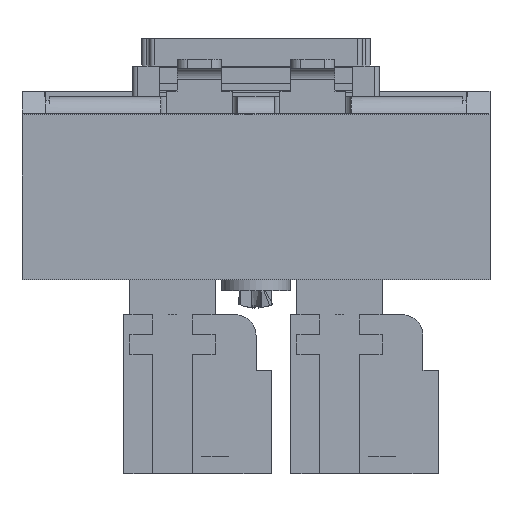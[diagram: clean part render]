
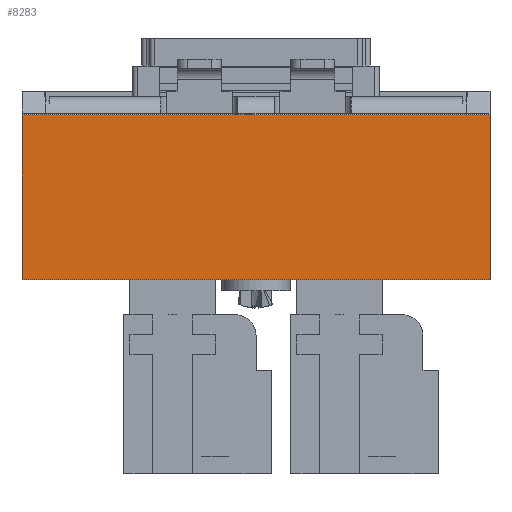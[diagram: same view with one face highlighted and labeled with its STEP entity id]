
A CAD part, front view. The second image highlights one B-rep face of the part: STEP entity #8283.
In plain terms, the highlighted planar face has unit normal (0, -1, 0).
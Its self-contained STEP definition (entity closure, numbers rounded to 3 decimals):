
#663=ORIENTED_EDGE('',*,*,#2615,.T.);
#664=ORIENTED_EDGE('',*,*,#2614,.F.);
#665=ORIENTED_EDGE('',*,*,#2321,.T.);
#666=ORIENTED_EDGE('',*,*,#2616,.T.);
#2321=EDGE_CURVE('',#3322,#3321,#3989,.T.);
#2614=EDGE_CURVE('',#3322,#3571,#4197,.T.);
#2615=EDGE_CURVE('',#3572,#3571,#4198,.T.);
#2616=EDGE_CURVE('',#3321,#3572,#4199,.T.);
#3321=VERTEX_POINT('',#11133);
#3322=VERTEX_POINT('',#11135);
#3571=VERTEX_POINT('',#11760);
#3572=VERTEX_POINT('',#11765);
#3989=LINE('',#11134,#4802);
#4197=LINE('',#11762,#5010);
#4198=LINE('',#11764,#5011);
#4199=LINE('',#11766,#5012);
#4802=VECTOR('',#9198,1000.);
#5010=VECTOR('',#9650,1000.);
#5011=VECTOR('',#9653,1000.);
#5012=VECTOR('',#9654,1000.);
#5672=EDGE_LOOP('',(#663,#664,#665,#666));
#6111=FACE_BOUND('',#5672,.T.);
#6520=PLANE('',#8748);
#8283=ADVANCED_FACE('',(#6111),#6520,.T.);
#8748=AXIS2_PLACEMENT_3D('',#11763,#9651,#9652);
#9198=DIRECTION('',(1.,0.,0.));
#9650=DIRECTION('',(0.,0.,1.));
#9651=DIRECTION('',(0.,-1.,0.));
#9652=DIRECTION('',(0.,0.,-1.));
#9653=DIRECTION('',(-1.,0.,0.));
#9654=DIRECTION('',(0.,0.,1.));
#11133=CARTESIAN_POINT('',(20.6,-44.625,-16.6));
#11134=CARTESIAN_POINT('',(-20.6,-44.625,-16.6));
#11135=CARTESIAN_POINT('',(-20.6,-44.625,-16.6));
#11760=CARTESIAN_POINT('',(-20.6,-44.625,-2.083));
#11762=CARTESIAN_POINT('',(-20.6,-44.625,-16.6));
#11763=CARTESIAN_POINT('',(-20.6,-44.625,-16.6));
#11764=CARTESIAN_POINT('',(30.,-44.625,-2.083));
#11765=CARTESIAN_POINT('',(20.6,-44.625,-2.083));
#11766=CARTESIAN_POINT('',(20.6,-44.625,-16.6));
